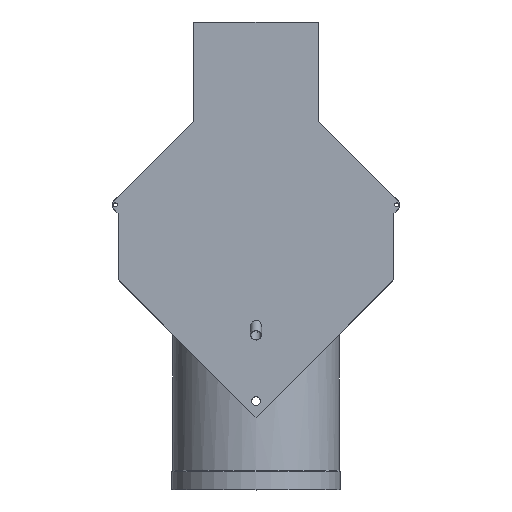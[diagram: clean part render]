
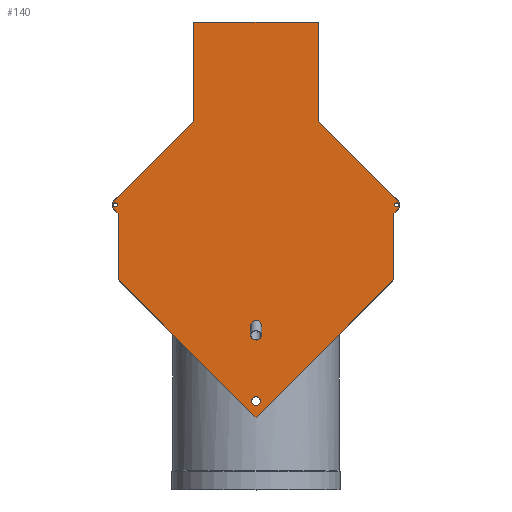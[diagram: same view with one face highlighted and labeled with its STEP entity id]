
A CAD part, top view. The second image highlights one B-rep face of the part: STEP entity #140.
In plain terms, the highlighted planar face has unit normal (0, 0, 1).
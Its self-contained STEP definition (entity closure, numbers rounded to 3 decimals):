
#140 = ADVANCED_FACE( '', ( #329, #330, #331, #332, #333 ), #334, .T. );
#329 = FACE_BOUND( '', #577, .T. );
#330 = FACE_BOUND( '', #578, .T. );
#331 = FACE_OUTER_BOUND( '', #579, .T. );
#332 = FACE_BOUND( '', #580, .T. );
#333 = FACE_BOUND( '', #581, .T. );
#334 = PLANE( '', #582 );
#577 = EDGE_LOOP( '', ( #950 ) );
#578 = EDGE_LOOP( '', ( #951 ) );
#579 = EDGE_LOOP( '', ( #952, #953, #954, #955, #956, #957, #958, #959, #960, #961, #962, #963, #964 ) );
#580 = EDGE_LOOP( '', ( #965 ) );
#581 = EDGE_LOOP( '', ( #966 ) );
#582 = AXIS2_PLACEMENT_3D( '', #967, #968, #969 );
#950 = ORIENTED_EDGE( '', *, *, #1491, .T. );
#951 = ORIENTED_EDGE( '', *, *, #1484, .F. );
#952 = ORIENTED_EDGE( '', *, *, #1488, .T. );
#953 = ORIENTED_EDGE( '', *, *, #1379, .T. );
#954 = ORIENTED_EDGE( '', *, *, #1492, .T. );
#955 = ORIENTED_EDGE( '', *, *, #1493, .T. );
#956 = ORIENTED_EDGE( '', *, *, #1494, .T. );
#957 = ORIENTED_EDGE( '', *, *, #1495, .T. );
#958 = ORIENTED_EDGE( '', *, *, #1496, .T. );
#959 = ORIENTED_EDGE( '', *, *, #1497, .T. );
#960 = ORIENTED_EDGE( '', *, *, #1498, .T. );
#961 = ORIENTED_EDGE( '', *, *, #1499, .T. );
#962 = ORIENTED_EDGE( '', *, *, #1423, .T. );
#963 = ORIENTED_EDGE( '', *, *, #1500, .T. );
#964 = ORIENTED_EDGE( '', *, *, #1501, .T. );
#965 = ORIENTED_EDGE( '', *, *, #1446, .F. );
#966 = ORIENTED_EDGE( '', *, *, #1431, .F. );
#967 = CARTESIAN_POINT( '', ( 0., 0., 330. ) );
#968 = DIRECTION( '', ( 0., 0., 1. ) );
#969 = DIRECTION( '', ( 1., 0., 0. ) );
#1379 = EDGE_CURVE( '', #1636, #1637, #1638, .T. );
#1423 = EDGE_CURVE( '', #1714, #1712, #1715, .T. );
#1431 = EDGE_CURVE( '', #1727, #1727, #1728, .T. );
#1446 = EDGE_CURVE( '', #1754, #1754, #1755, .T. );
#1484 = EDGE_CURVE( '', #1814, #1814, #1815, .T. );
#1488 = EDGE_CURVE( '', #1820, #1636, #1821, .T. );
#1491 = EDGE_CURVE( '', #1824, #1824, #1825, .F. );
#1492 = EDGE_CURVE( '', #1637, #1826, #1827, .T. );
#1493 = EDGE_CURVE( '', #1826, #1828, #1829, .T. );
#1494 = EDGE_CURVE( '', #1828, #1830, #1831, .T. );
#1495 = EDGE_CURVE( '', #1830, #1832, #1833, .T. );
#1496 = EDGE_CURVE( '', #1832, #1834, #1835, .T. );
#1497 = EDGE_CURVE( '', #1834, #1836, #1837, .T. );
#1498 = EDGE_CURVE( '', #1836, #1838, #1839, .T. );
#1499 = EDGE_CURVE( '', #1838, #1714, #1840, .T. );
#1500 = EDGE_CURVE( '', #1712, #1841, #1842, .T. );
#1501 = EDGE_CURVE( '', #1841, #1820, #1843, .T. );
#1636 = VERTEX_POINT( '', #2021 );
#1637 = VERTEX_POINT( '', #2022 );
#1638 = LINE( '', #2023, #2024 );
#1712 = VERTEX_POINT( '', #2124 );
#1714 = VERTEX_POINT( '', #2127 );
#1715 = LINE( '', #2128, #2129 );
#1727 = VERTEX_POINT( '', #2146 );
#1728 = CIRCLE( '', #2147, 7.5 );
#1754 = VERTEX_POINT( '', #2182 );
#1755 = CIRCLE( '', #2183, 7.5 );
#1814 = VERTEX_POINT( '', #2268 );
#1815 = CIRCLE( '', #2269, 16. );
#1820 = VERTEX_POINT( '', #2276 );
#1821 = LINE( '', #2277, #2278 );
#1824 = VERTEX_POINT( '', #2282 );
#1825 = ELLIPSE( '', #2283, 23.094, 20. );
#1826 = VERTEX_POINT( '', #2284 );
#1827 = LINE( '', #2285, #2286 );
#1828 = VERTEX_POINT( '', #2287 );
#1829 = LINE( '', #2288, #2289 );
#1830 = VERTEX_POINT( '', #2290 );
#1831 = LINE( '', #2291, #2292 );
#1832 = VERTEX_POINT( '', #2293 );
#1833 = LINE( '', #2294, #2295 );
#1834 = VERTEX_POINT( '', #2296 );
#1835 = LINE( '', #2297, #2298 );
#1836 = VERTEX_POINT( '', #2299 );
#1837 = LINE( '', #2300, #2301 );
#1838 = VERTEX_POINT( '', #2302 );
#1839 = LINE( '', #2303, #2304 );
#1840 = LINE( '', #2305, #2306 );
#1841 = VERTEX_POINT( '', #2307 );
#1842 = LINE( '', #2308, #2309 );
#1843 = LINE( '', #2310, #2311 );
#2021 = CARTESIAN_POINT( '', ( -518., 1038.22, 330. ) );
#2022 = CARTESIAN_POINT( '', ( -518., 1017.998, 330. ) );
#2023 = CARTESIAN_POINT( '', ( -518., 1038.22, 330. ) );
#2024 = VECTOR( '', #2532, 1000. );
#2124 = CARTESIAN_POINT( '', ( 225., 1688., 330. ) );
#2127 = CARTESIAN_POINT( '', ( 225., 1328., 330. ) );
#2128 = CARTESIAN_POINT( '', ( 225., 1328., 330. ) );
#2129 = VECTOR( '', #2581, 1000. );
#2146 = CARTESIAN_POINT( '', ( -500.5, 1028.109, 330. ) );
#2147 = AXIS2_PLACEMENT_3D( '', #2587, #2588, #2589 );
#2182 = CARTESIAN_POINT( '', ( 515.5, 1028.109, 330. ) );
#2183 = AXIS2_PLACEMENT_3D( '', #2605, #2606, #2607 );
#2268 = CARTESIAN_POINT( '', ( 16., 320., 330. ) );
#2269 = AXIS2_PLACEMENT_3D( '', #2649, #2650, #2651 );
#2276 = CARTESIAN_POINT( '', ( -225., 1328., 330. ) );
#2277 = CARTESIAN_POINT( '', ( -225., 1328., 330. ) );
#2278 = VECTOR( '', #2654, 1000. );
#2282 = CARTESIAN_POINT( '', ( 0., 564.78, 330. ) );
#2283 = AXIS2_PLACEMENT_3D( '', #2656, #2657, #2658 );
#2284 = CARTESIAN_POINT( '', ( -498., 998.217, 330. ) );
#2285 = CARTESIAN_POINT( '', ( -518., 1017.998, 330. ) );
#2286 = VECTOR( '', #2659, 1000. );
#2287 = CARTESIAN_POINT( '', ( -498., 758., 330. ) );
#2288 = CARTESIAN_POINT( '', ( -498., 1058., 330. ) );
#2289 = VECTOR( '', #2660, 1000. );
#2290 = CARTESIAN_POINT( '', ( 0., 260., 330. ) );
#2291 = CARTESIAN_POINT( '', ( -498., 758., 330. ) );
#2292 = VECTOR( '', #2661, 1000. );
#2293 = CARTESIAN_POINT( '', ( 498., 758., 330. ) );
#2294 = CARTESIAN_POINT( '', ( 0., 260., 330. ) );
#2295 = VECTOR( '', #2662, 1000. );
#2296 = CARTESIAN_POINT( '', ( 498., 998.217, 330. ) );
#2297 = CARTESIAN_POINT( '', ( 498., 758., 330. ) );
#2298 = VECTOR( '', #2663, 1000. );
#2299 = CARTESIAN_POINT( '', ( 518., 1017.998, 330. ) );
#2300 = CARTESIAN_POINT( '', ( 498., 998.217, 330. ) );
#2301 = VECTOR( '', #2664, 1000. );
#2302 = CARTESIAN_POINT( '', ( 518., 1038.22, 330. ) );
#2303 = CARTESIAN_POINT( '', ( 518., 1017.998, 330. ) );
#2304 = VECTOR( '', #2665, 1000. );
#2305 = CARTESIAN_POINT( '', ( 498., 1058., 330. ) );
#2306 = VECTOR( '', #2666, 1000. );
#2307 = CARTESIAN_POINT( '', ( -225., 1688., 330. ) );
#2308 = CARTESIAN_POINT( '', ( 225., 1688., 330. ) );
#2309 = VECTOR( '', #2667, 1000. );
#2310 = CARTESIAN_POINT( '', ( -225., 1688., 330. ) );
#2311 = VECTOR( '', #2668, 1000. );
#2532 = DIRECTION( '', ( 0., -1., 0. ) );
#2581 = DIRECTION( '', ( 0., 1., 0. ) );
#2587 = CARTESIAN_POINT( '', ( -508., 1028.109, 330. ) );
#2588 = DIRECTION( '', ( 0., 0., 1. ) );
#2589 = DIRECTION( '', ( 1., 0., 0. ) );
#2605 = CARTESIAN_POINT( '', ( 508., 1028.109, 330. ) );
#2606 = DIRECTION( '', ( 0., 0., 1. ) );
#2607 = DIRECTION( '', ( 1., 0., 0. ) );
#2649 = CARTESIAN_POINT( '', ( 0., 320., 330. ) );
#2650 = DIRECTION( '', ( 0., 0., 1. ) );
#2651 = DIRECTION( '', ( 1., 0., 0. ) );
#2654 = DIRECTION( '', ( -0.711, -0.703, 0. ) );
#2656 = CARTESIAN_POINT( '', ( 0., 587.874, 330. ) );
#2657 = DIRECTION( '', ( 0., 0., 1. ) );
#2658 = DIRECTION( '', ( 0., -1., 0. ) );
#2659 = DIRECTION( '', ( 0.711, -0.703, 0. ) );
#2660 = DIRECTION( '', ( 0., -1., 0. ) );
#2661 = DIRECTION( '', ( 0.707, -0.707, 0. ) );
#2662 = DIRECTION( '', ( 0.707, 0.707, 0. ) );
#2663 = DIRECTION( '', ( 0., 1., 0. ) );
#2664 = DIRECTION( '', ( 0.711, 0.703, 0. ) );
#2665 = DIRECTION( '', ( 0., 1., 0. ) );
#2666 = DIRECTION( '', ( -0.711, 0.703, 0. ) );
#2667 = DIRECTION( '', ( -1., 0., 0. ) );
#2668 = DIRECTION( '', ( 0., -1., 0. ) );
